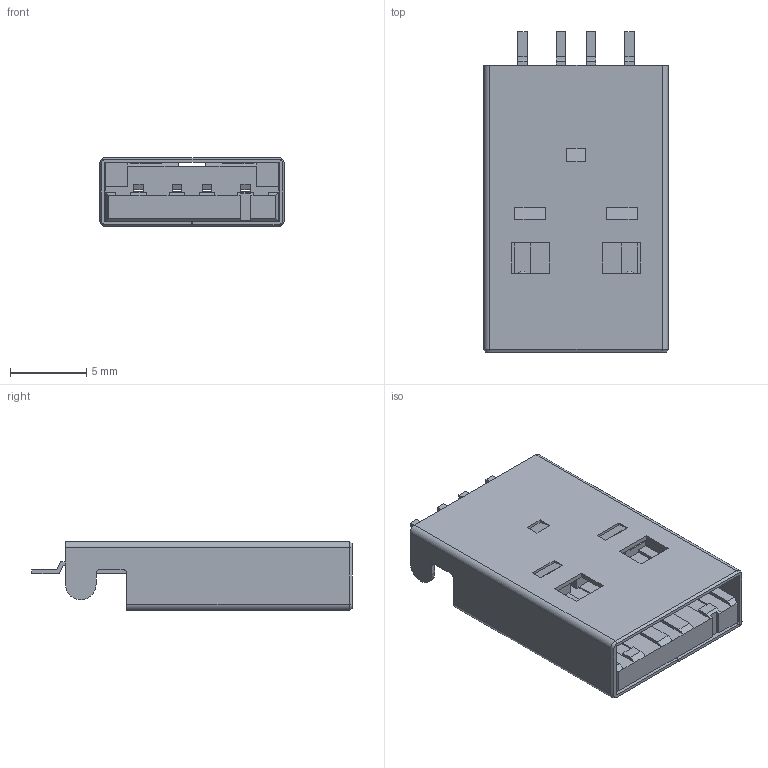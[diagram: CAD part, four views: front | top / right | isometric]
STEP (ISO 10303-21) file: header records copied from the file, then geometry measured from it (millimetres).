
FILE_DESCRIPTION( ( '' ), ' ' );
FILE_NAME( '595e4b9eec80d50f72511318.step', '2017-07-06T14:39:26', ( '' ), ( '' ), ' ', ' ', ' ' );
FILE_SCHEMA( ( 'AUTOMOTIVE_DESIGN { 1 0 10303 214 1 1 1 1 }' ) );
Length unit declared in the file: metre
Products named in the file (31): Open CASCADE STEP translator 6.8 2; Open CASCADE STEP translator 6.8 1
Bounding box: 12.05 x 20.95 x 4.5 mm (x, y, z)
Volume: 647.7 mm3; surface area: 1784 mm2
Topology: 1 solids, 1 shells, 280 faces, 823 edges, 574 vertices
Faces by surface type: plane 212, cylinder 54, torus 8, cone 6
Full cylindrical faces by diameter (mm): 1 x2
Entity records: 15914 total; most frequent: CARTESIAN_POINT 1700, ORIENTED_EDGE 1574, DIRECTION 1573, STYLED_ITEM 1097, PRESENTATION_STYLE_ASSIGNMENT 1097, COLOUR_RGB 1097, CURVE_STYLE 817, DRAUGHTING_PRE_DEFINED_CURVE_FONT 817
